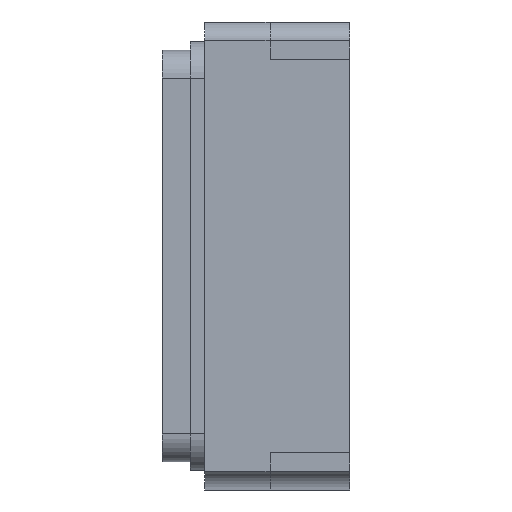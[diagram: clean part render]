
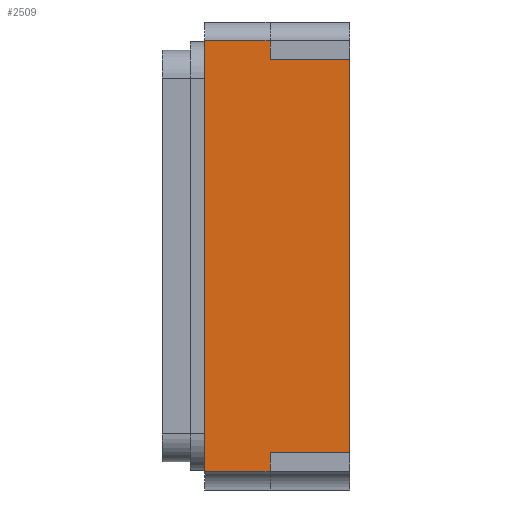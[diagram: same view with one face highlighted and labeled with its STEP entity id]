
A CAD part, left-side view. The second image highlights one B-rep face of the part: STEP entity #2509.
In plain terms, the highlighted planar face has unit normal (-1, 0, 0).
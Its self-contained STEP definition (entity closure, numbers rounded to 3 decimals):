
#14 = CARTESIAN_POINT ( 'NONE',  ( -1.6, 0., 0. ) ) ;
#23 = VECTOR ( 'NONE', #1095, 1000. ) ;
#173 = EDGE_CURVE ( 'NONE', #3682, #3338, #1166, .T. ) ;
#203 = ORIENTED_EDGE ( 'NONE', *, *, #3131, .F. ) ;
#215 = ORIENTED_EDGE ( 'NONE', *, *, #2349, .F. ) ;
#220 = CARTESIAN_POINT ( 'NONE',  ( -1.6, 0.425, -1.15 ) ) ;
#241 = LINE ( 'NONE', #623, #2682 ) ;
#380 = VECTOR ( 'NONE', #2589, 1000. ) ;
#428 = DIRECTION ( 'NONE',  ( 0., -1., 0. ) ) ;
#456 = VECTOR ( 'NONE', #428, 1000. ) ;
#623 = CARTESIAN_POINT ( 'NONE',  ( -1.6, 0.425, 1.15 ) ) ;
#648 = LINE ( 'NONE', #1985, #1159 ) ;
#651 = DIRECTION ( 'NONE',  ( 0., 0., -1. ) ) ;
#674 = CARTESIAN_POINT ( 'NONE',  ( -1.6, 0.85, 0. ) ) ;
#756 = VERTEX_POINT ( 'NONE', #3113 ) ;
#985 = DIRECTION ( 'NONE',  ( -1., 0., 0. ) ) ;
#1013 = ORIENTED_EDGE ( 'NONE', *, *, #173, .F. ) ;
#1036 = ORIENTED_EDGE ( 'NONE', *, *, #2962, .F. ) ;
#1095 = DIRECTION ( 'NONE',  ( 0., -1., 0. ) ) ;
#1159 = VECTOR ( 'NONE', #3816, 1000. ) ;
#1166 = LINE ( 'NONE', #2812, #2552 ) ;
#1235 = ORIENTED_EDGE ( 'NONE', *, *, #1393, .F. ) ;
#1274 = VECTOR ( 'NONE', #1771, 1000. ) ;
#1301 = CARTESIAN_POINT ( 'NONE',  ( -1.6, 0.425, -1.05 ) ) ;
#1339 = ORIENTED_EDGE ( 'NONE', *, *, #2626, .F. ) ;
#1393 = EDGE_CURVE ( 'NONE', #756, #1538, #2324, .T. ) ;
#1444 = EDGE_CURVE ( 'NONE', #756, #2377, #2629, .T. ) ;
#1538 = VERTEX_POINT ( 'NONE', #220 ) ;
#1718 = VERTEX_POINT ( 'NONE', #3741 ) ;
#1748 = LINE ( 'NONE', #14, #1274 ) ;
#1771 = DIRECTION ( 'NONE',  ( 0., 0., -1. ) ) ;
#1818 = DIRECTION ( 'NONE',  ( 0., 0., -1. ) ) ;
#1833 = VECTOR ( 'NONE', #651, 1000. ) ;
#1837 = VERTEX_POINT ( 'NONE', #2934 ) ;
#1887 = DIRECTION ( 'NONE',  ( 0., 0., 1. ) ) ;
#1985 = CARTESIAN_POINT ( 'NONE',  ( -1.6, 0.85, 1.15 ) ) ;
#2037 = FACE_OUTER_BOUND ( 'NONE', #3271, .T. ) ;
#2039 = CARTESIAN_POINT ( 'NONE',  ( -1.6, 0.775, -1.15 ) ) ;
#2259 = CARTESIAN_POINT ( 'NONE',  ( -1.6, 0.775, 1.15 ) ) ;
#2324 = LINE ( 'NONE', #1301, #1833 ) ;
#2349 = EDGE_CURVE ( 'NONE', #1837, #2554, #241, .T. ) ;
#2357 = CARTESIAN_POINT ( 'NONE',  ( -1.6, 0.425, 1.05 ) ) ;
#2377 = VERTEX_POINT ( 'NONE', #2754 ) ;
#2509 = ADVANCED_FACE ( 'NONE', ( #2037 ), #3119, .T. ) ;
#2552 = VECTOR ( 'NONE', #3081, 1000. ) ;
#2554 = VERTEX_POINT ( 'NONE', #2357 ) ;
#2561 = EDGE_CURVE ( 'NONE', #3682, #1538, #2782, .T. ) ;
#2589 = DIRECTION ( 'NONE',  ( 0., -1., 0. ) ) ;
#2626 = EDGE_CURVE ( 'NONE', #2554, #1718, #3354, .T. ) ;
#2629 = LINE ( 'NONE', #3148, #456 ) ;
#2656 = ORIENTED_EDGE ( 'NONE', *, *, #1444, .T. ) ;
#2682 = VECTOR ( 'NONE', #1818, 1000. ) ;
#2754 = CARTESIAN_POINT ( 'NONE',  ( -1.6, 0., -1.05 ) ) ;
#2782 = LINE ( 'NONE', #3874, #380 ) ;
#2807 = ORIENTED_EDGE ( 'NONE', *, *, #2561, .T. ) ;
#2812 = CARTESIAN_POINT ( 'NONE',  ( -1.6, 0.775, -1.15 ) ) ;
#2934 = CARTESIAN_POINT ( 'NONE',  ( -1.6, 0.425, 1.15 ) ) ;
#2962 = EDGE_CURVE ( 'NONE', #3338, #1837, #648, .T. ) ;
#3081 = DIRECTION ( 'NONE',  ( 0., 0., 1. ) ) ;
#3113 = CARTESIAN_POINT ( 'NONE',  ( -1.6, 0.425, -1.05 ) ) ;
#3119 = PLANE ( 'NONE',  #3787 ) ;
#3131 = EDGE_CURVE ( 'NONE', #1718, #2377, #1748, .T. ) ;
#3148 = CARTESIAN_POINT ( 'NONE',  ( -1.6, 0.425, -1.05 ) ) ;
#3271 = EDGE_LOOP ( 'NONE', ( #1036, #1013, #2807, #1235, #2656, #203, #1339, #215 ) ) ;
#3338 = VERTEX_POINT ( 'NONE', #2259 ) ;
#3354 = LINE ( 'NONE', #3573, #23 ) ;
#3573 = CARTESIAN_POINT ( 'NONE',  ( -1.6, 0.425, 1.05 ) ) ;
#3682 = VERTEX_POINT ( 'NONE', #2039 ) ;
#3741 = CARTESIAN_POINT ( 'NONE',  ( -1.6, 0., 1.05 ) ) ;
#3787 = AXIS2_PLACEMENT_3D ( 'NONE', #674, #985, #1887 ) ;
#3816 = DIRECTION ( 'NONE',  ( 0., -1., 0. ) ) ;
#3874 = CARTESIAN_POINT ( 'NONE',  ( -1.6, 0.85, -1.15 ) ) ;
